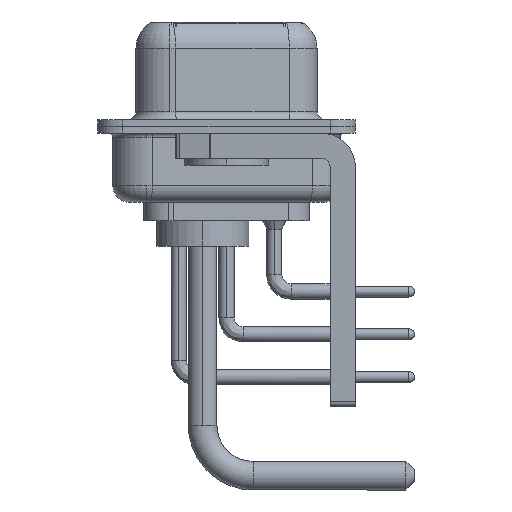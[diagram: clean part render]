
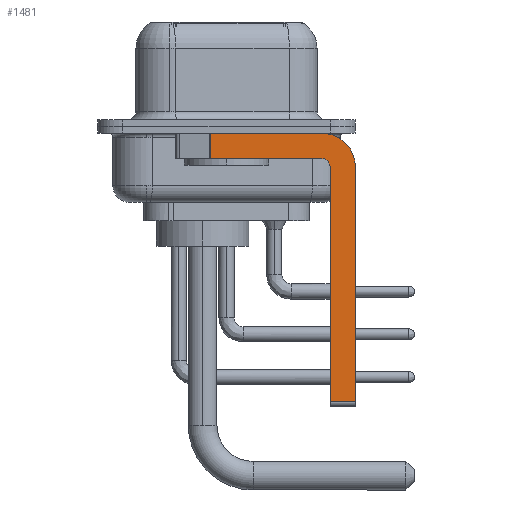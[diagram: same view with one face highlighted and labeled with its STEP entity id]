
A CAD part, left-side view. The second image highlights one B-rep face of the part: STEP entity #1481.
In plain terms, the highlighted planar face has unit normal (-1, 0, 0).
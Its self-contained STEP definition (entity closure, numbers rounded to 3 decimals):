
#1481 = ADVANCED_FACE ( 'NONE', ( #10011 ), #17739, .F. ) ;
#2429 = LINE ( 'NONE', #12739, #11564 ) ;
#3297 = LINE ( 'NONE', #29423, #12687 ) ;
#3699 = CARTESIAN_POINT ( 'NONE',  ( -2.9, -5.65, -2.4 ) ) ;
#3833 = EDGE_CURVE ( 'NONE', #25337, #22375, #2429, .T. ) ;
#4668 = DIRECTION ( 'NONE',  ( 0., 0., -1. ) ) ;
#4902 = EDGE_CURVE ( 'NONE', #16137, #29348, #3297, .T. ) ;
#6140 = CARTESIAN_POINT ( 'NONE',  ( -2.9, -7.65, -16.35 ) ) ;
#6264 = VERTEX_POINT ( 'NONE', #20726 ) ;
#6283 = DIRECTION ( 'NONE',  ( 0., 0., -1. ) ) ;
#6651 = AXIS2_PLACEMENT_3D ( 'NONE', #19949, #7310, #27839 ) ;
#7042 = LINE ( 'NONE', #17307, #31874 ) ;
#7310 = DIRECTION ( 'NONE',  ( 1., 0., 0. ) ) ;
#7687 = EDGE_CURVE ( 'NONE', #25337, #17803, #29321, .T. ) ;
#7717 = CARTESIAN_POINT ( 'NONE',  ( -2.9, -6.15, -16.6 ) ) ;
#8272 = CARTESIAN_POINT ( 'NONE',  ( -2.9, -6.15, -16.35 ) ) ;
#8593 = DIRECTION ( 'NONE',  ( 0., 0., 1. ) ) ;
#9413 = ORIENTED_EDGE ( 'NONE', *, *, #3833, .T. ) ;
#9588 = ORIENTED_EDGE ( 'NONE', *, *, #11201, .F. ) ;
#10011 = FACE_OUTER_BOUND ( 'NONE', #27001, .T. ) ;
#10417 = LINE ( 'NONE', #7717, #24405 ) ;
#10556 = CARTESIAN_POINT ( 'NONE',  ( -2.9, 0.978, -1.9 ) ) ;
#11201 = EDGE_CURVE ( 'NONE', #13944, #6264, #23470, .T. ) ;
#11488 = CARTESIAN_POINT ( 'NONE',  ( -2.9, 3., -0.4 ) ) ;
#11564 = VECTOR ( 'NONE', #33268, 1000. ) ;
#11768 = CIRCLE ( 'NONE', #13357, 2. ) ;
#12287 = DIRECTION ( 'NONE',  ( 0., 1., 0. ) ) ;
#12687 = VECTOR ( 'NONE', #26550, 1000. ) ;
#12728 = AXIS2_PLACEMENT_3D ( 'NONE', #3699, #31667, #8593 ) ;
#12739 = CARTESIAN_POINT ( 'NONE',  ( -2.9, 0.978, -1.9 ) ) ;
#13357 = AXIS2_PLACEMENT_3D ( 'NONE', #29937, #19841, #4668 ) ;
#13857 = ORIENTED_EDGE ( 'NONE', *, *, #7687, .F. ) ;
#13944 = VERTEX_POINT ( 'NONE', #22153 ) ;
#16137 = VERTEX_POINT ( 'NONE', #8272 ) ;
#16146 = CARTESIAN_POINT ( 'NONE',  ( -2.9, -5.65, -0.4 ) ) ;
#16454 = VERTEX_POINT ( 'NONE', #25418 ) ;
#17307 = CARTESIAN_POINT ( 'NONE',  ( -2.9, -5.65, -1.9 ) ) ;
#17739 = PLANE ( 'NONE',  #6651 ) ;
#17803 = VERTEX_POINT ( 'NONE', #16146 ) ;
#17911 = ORIENTED_EDGE ( 'NONE', *, *, #22217, .F. ) ;
#18840 = CARTESIAN_POINT ( 'NONE',  ( -2.9, 0.978, -0.4 ) ) ;
#18919 = CARTESIAN_POINT ( 'NONE',  ( -2.9, -7.65, -2.4 ) ) ;
#19841 = DIRECTION ( 'NONE',  ( 1., 0., 0. ) ) ;
#19949 = CARTESIAN_POINT ( 'NONE',  ( -2.9, -5.65, -2.4 ) ) ;
#20726 = CARTESIAN_POINT ( 'NONE',  ( -2.9, -5.65, -1.9 ) ) ;
#21547 = ORIENTED_EDGE ( 'NONE', *, *, #4902, .T. ) ;
#21619 = LINE ( 'NONE', #18919, #28520 ) ;
#22153 = CARTESIAN_POINT ( 'NONE',  ( -2.9, -6.15, -2.4 ) ) ;
#22217 = EDGE_CURVE ( 'NONE', #17803, #16454, #11768, .T. ) ;
#22375 = VERTEX_POINT ( 'NONE', #10556 ) ;
#23470 = CIRCLE ( 'NONE', #12728, 0.5 ) ;
#24405 = VECTOR ( 'NONE', #28749, 1000. ) ;
#25337 = VERTEX_POINT ( 'NONE', #18840 ) ;
#25418 = CARTESIAN_POINT ( 'NONE',  ( -2.9, -7.65, -2.4 ) ) ;
#25931 = EDGE_CURVE ( 'NONE', #6264, #22375, #7042, .T. ) ;
#26503 = ORIENTED_EDGE ( 'NONE', *, *, #33012, .F. ) ;
#26550 = DIRECTION ( 'NONE',  ( 0., -1., 0. ) ) ;
#26951 = DIRECTION ( 'NONE',  ( 0., -1., 0. ) ) ;
#27001 = EDGE_LOOP ( 'NONE', ( #13857, #9413, #27508, #9588, #28911, #21547, #26503, #17911 ) ) ;
#27508 = ORIENTED_EDGE ( 'NONE', *, *, #25931, .F. ) ;
#27839 = DIRECTION ( 'NONE',  ( 0., 0., -1. ) ) ;
#28520 = VECTOR ( 'NONE', #6283, 1000. ) ;
#28665 = EDGE_CURVE ( 'NONE', #16137, #13944, #10417, .T. ) ;
#28749 = DIRECTION ( 'NONE',  ( 0., 0., 1. ) ) ;
#28911 = ORIENTED_EDGE ( 'NONE', *, *, #28665, .F. ) ;
#29321 = LINE ( 'NONE', #11488, #32223 ) ;
#29348 = VERTEX_POINT ( 'NONE', #6140 ) ;
#29423 = CARTESIAN_POINT ( 'NONE',  ( -2.9, -5.65, -16.35 ) ) ;
#29937 = CARTESIAN_POINT ( 'NONE',  ( -2.9, -5.65, -2.4 ) ) ;
#31667 = DIRECTION ( 'NONE',  ( -1., 0., 0. ) ) ;
#31874 = VECTOR ( 'NONE', #12287, 1000. ) ;
#32223 = VECTOR ( 'NONE', #26951, 1000. ) ;
#33012 = EDGE_CURVE ( 'NONE', #16454, #29348, #21619, .T. ) ;
#33268 = DIRECTION ( 'NONE',  ( 0., 0., -1. ) ) ;
